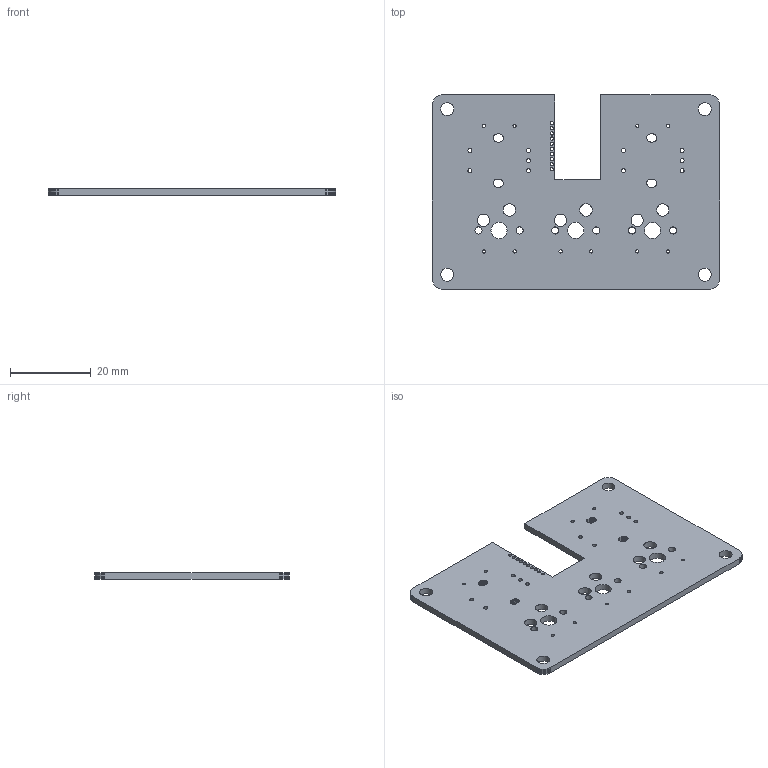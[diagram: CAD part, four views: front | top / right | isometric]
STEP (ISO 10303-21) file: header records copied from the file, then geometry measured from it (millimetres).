
FILE_DESCRIPTION(('KiCad electronic assembly'),'2;1');
FILE_NAME('Macropad.step','2023-12-22T16:25:05',('Pcbnew'),('Kicad'), 'Open CASCADE STEP processor 7.6','KiCad to STEP converter','Unknown' );
FILE_SCHEMA(('AUTOMOTIVE_DESIGN { 1 0 10303 214 1 1 1 1 }'));
Length unit declared in the file: millimetre
Products named in the file (2): Macropad 1; PCB
Assembly tree (1 placements, depth 2):
  Macropad 1
    PCB
Bounding box: 71.05 x 48.1 x 1.6 mm (x, y, z)
Volume: 4816.9 mm3; surface area: 6909.4 mm2
Topology: 1 solids, 1 shells, 243 faces, 723 edges, 482 vertices
Faces by surface type: plane 194, cylinder 49
Full cylindrical faces by diameter (mm): 0.8 x20, 1 x10, 1.75 x6, 3.05 x6, 3.2 x4, 4 x3
Entity records: 18027 total; most frequent: CARTESIAN_POINT 3484, DIRECTION 2659, LINE 1973, VECTOR 1973, ORIENTED_EDGE 1446, PCURVE 1446, DEFINITIONAL_REPRESENTATION 1446, EDGE_CURVE 723
